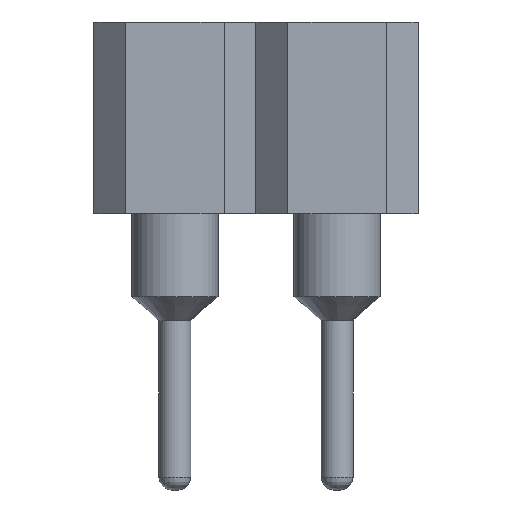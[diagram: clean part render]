
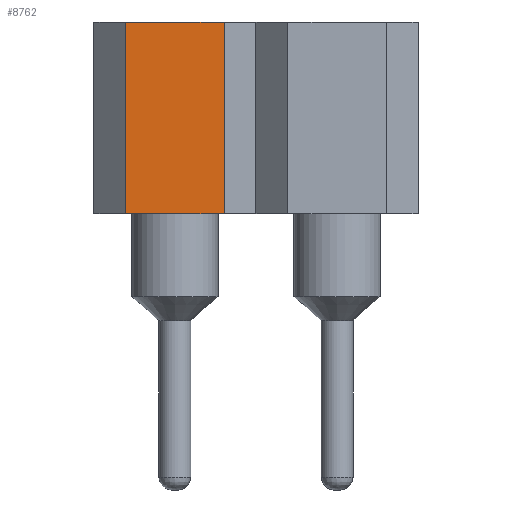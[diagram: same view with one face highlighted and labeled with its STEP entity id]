
A CAD part, left-side view. The second image highlights one B-rep face of the part: STEP entity #8762.
In plain terms, the highlighted face is planar.
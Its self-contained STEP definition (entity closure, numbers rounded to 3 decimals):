
#8175 = PLANE('',#8176);
#8176 = AXIS2_PLACEMENT_3D('',#8177,#8178,#8179);
#8177 = CARTESIAN_POINT('',(8.89,1.27,1.68));
#8178 = DIRECTION('',(0.,0.,1.));
#8179 = DIRECTION('',(1.,0.,0.));
#8231 = PLANE('',#8232);
#8232 = AXIS2_PLACEMENT_3D('',#8233,#8234,#8235);
#8233 = CARTESIAN_POINT('',(8.89,1.27,4.68));
#8234 = DIRECTION('',(0.,0.,1.));
#8235 = DIRECTION('',(1.,0.,0.));
#8257 = PLANE('',#8258);
#8258 = AXIS2_PLACEMENT_3D('',#8259,#8260,#8261);
#8259 = CARTESIAN_POINT('',(11.18,1.02,1.68));
#8260 = DIRECTION('',(0.707,0.707,0.));
#8261 = DIRECTION('',(0.,0.,1.));
#8381 = VERTEX_POINT('',#8382);
#8382 = CARTESIAN_POINT('',(11.43,-0.77,1.68));
#8396 = PLANE('',#8397);
#8397 = AXIS2_PLACEMENT_3D('',#8398,#8399,#8400);
#8398 = CARTESIAN_POINT('',(11.18,-1.02,1.68));
#8399 = DIRECTION('',(0.707,-0.707,0.));
#8400 = DIRECTION('',(0.,0.,1.));
#8408 = EDGE_CURVE('',#8409,#8381,#8411,.T.);
#8409 = VERTEX_POINT('',#8410);
#8410 = CARTESIAN_POINT('',(11.43,0.77,1.68));
#8411 = SURFACE_CURVE('',#8412,(#8416,#8423),.PCURVE_S1.);
#8412 = LINE('',#8413,#8414);
#8413 = CARTESIAN_POINT('',(11.43,1.27,1.68));
#8414 = VECTOR('',#8415,1.);
#8415 = DIRECTION('',(0.,-1.,0.));
#8416 = PCURVE('',#8175,#8417);
#8417 = DEFINITIONAL_REPRESENTATION('',(#8418),#8422);
#8418 = LINE('',#8419,#8420);
#8419 = CARTESIAN_POINT('',(2.54,0.));
#8420 = VECTOR('',#8421,1.);
#8421 = DIRECTION('',(0.,-1.));
#8422 = ( GEOMETRIC_REPRESENTATION_CONTEXT(2) 
PARAMETRIC_REPRESENTATION_CONTEXT() REPRESENTATION_CONTEXT('2D SPACE',''
  ) );
#8423 = PCURVE('',#8424,#8429);
#8424 = PLANE('',#8425);
#8425 = AXIS2_PLACEMENT_3D('',#8426,#8427,#8428);
#8426 = CARTESIAN_POINT('',(11.43,1.27,1.68));
#8427 = DIRECTION('',(1.,0.,0.));
#8428 = DIRECTION('',(0.,-1.,0.));
#8429 = DEFINITIONAL_REPRESENTATION('',(#8430),#8434);
#8430 = LINE('',#8431,#8432);
#8431 = CARTESIAN_POINT('',(0.,0.));
#8432 = VECTOR('',#8433,1.);
#8433 = DIRECTION('',(1.,0.));
#8434 = ( GEOMETRIC_REPRESENTATION_CONTEXT(2) 
PARAMETRIC_REPRESENTATION_CONTEXT() REPRESENTATION_CONTEXT('2D SPACE',''
  ) );
#8543 = VERTEX_POINT('',#8544);
#8544 = CARTESIAN_POINT('',(11.43,0.77,4.68));
#8565 = EDGE_CURVE('',#8409,#8543,#8566,.T.);
#8566 = SURFACE_CURVE('',#8567,(#8571,#8578),.PCURVE_S1.);
#8567 = LINE('',#8568,#8569);
#8568 = CARTESIAN_POINT('',(11.43,0.77,1.68));
#8569 = VECTOR('',#8570,1.);
#8570 = DIRECTION('',(0.,0.,1.));
#8571 = PCURVE('',#8257,#8572);
#8572 = DEFINITIONAL_REPRESENTATION('',(#8573),#8577);
#8573 = LINE('',#8574,#8575);
#8574 = CARTESIAN_POINT('',(0.,0.354));
#8575 = VECTOR('',#8576,1.);
#8576 = DIRECTION('',(1.,0.));
#8577 = ( GEOMETRIC_REPRESENTATION_CONTEXT(2) 
PARAMETRIC_REPRESENTATION_CONTEXT() REPRESENTATION_CONTEXT('2D SPACE',''
  ) );
#8578 = PCURVE('',#8424,#8579);
#8579 = DEFINITIONAL_REPRESENTATION('',(#8580),#8584);
#8580 = LINE('',#8581,#8582);
#8581 = CARTESIAN_POINT('',(0.5,0.));
#8582 = VECTOR('',#8583,1.);
#8583 = DIRECTION('',(0.,-1.));
#8584 = ( GEOMETRIC_REPRESENTATION_CONTEXT(2) 
PARAMETRIC_REPRESENTATION_CONTEXT() REPRESENTATION_CONTEXT('2D SPACE',''
  ) );
#8661 = VERTEX_POINT('',#8662);
#8662 = CARTESIAN_POINT('',(11.43,-0.77,4.68));
#8683 = EDGE_CURVE('',#8543,#8661,#8684,.T.);
#8684 = SURFACE_CURVE('',#8685,(#8689,#8696),.PCURVE_S1.);
#8685 = LINE('',#8686,#8687);
#8686 = CARTESIAN_POINT('',(11.43,1.27,4.68));
#8687 = VECTOR('',#8688,1.);
#8688 = DIRECTION('',(0.,-1.,0.));
#8689 = PCURVE('',#8231,#8690);
#8690 = DEFINITIONAL_REPRESENTATION('',(#8691),#8695);
#8691 = LINE('',#8692,#8693);
#8692 = CARTESIAN_POINT('',(2.54,0.));
#8693 = VECTOR('',#8694,1.);
#8694 = DIRECTION('',(0.,-1.));
#8695 = ( GEOMETRIC_REPRESENTATION_CONTEXT(2) 
PARAMETRIC_REPRESENTATION_CONTEXT() REPRESENTATION_CONTEXT('2D SPACE',''
  ) );
#8696 = PCURVE('',#8424,#8697);
#8697 = DEFINITIONAL_REPRESENTATION('',(#8698),#8702);
#8698 = LINE('',#8699,#8700);
#8699 = CARTESIAN_POINT('',(0.,-3.));
#8700 = VECTOR('',#8701,1.);
#8701 = DIRECTION('',(1.,0.));
#8702 = ( GEOMETRIC_REPRESENTATION_CONTEXT(2) 
PARAMETRIC_REPRESENTATION_CONTEXT() REPRESENTATION_CONTEXT('2D SPACE',''
  ) );
#8762 = ADVANCED_FACE('',(#8763),#8424,.T.);
#8763 = FACE_BOUND('',#8764,.T.);
#8764 = EDGE_LOOP('',(#8765,#8766,#8767,#8768));
#8765 = ORIENTED_EDGE('',*,*,#8408,.F.);
#8766 = ORIENTED_EDGE('',*,*,#8565,.T.);
#8767 = ORIENTED_EDGE('',*,*,#8683,.T.);
#8768 = ORIENTED_EDGE('',*,*,#8769,.F.);
#8769 = EDGE_CURVE('',#8381,#8661,#8770,.T.);
#8770 = SURFACE_CURVE('',#8771,(#8775,#8782),.PCURVE_S1.);
#8771 = LINE('',#8772,#8773);
#8772 = CARTESIAN_POINT('',(11.43,-0.77,1.68));
#8773 = VECTOR('',#8774,1.);
#8774 = DIRECTION('',(0.,0.,1.));
#8775 = PCURVE('',#8424,#8776);
#8776 = DEFINITIONAL_REPRESENTATION('',(#8777),#8781);
#8777 = LINE('',#8778,#8779);
#8778 = CARTESIAN_POINT('',(2.04,0.));
#8779 = VECTOR('',#8780,1.);
#8780 = DIRECTION('',(0.,-1.));
#8781 = ( GEOMETRIC_REPRESENTATION_CONTEXT(2) 
PARAMETRIC_REPRESENTATION_CONTEXT() REPRESENTATION_CONTEXT('2D SPACE',''
  ) );
#8782 = PCURVE('',#8396,#8783);
#8783 = DEFINITIONAL_REPRESENTATION('',(#8784),#8788);
#8784 = LINE('',#8785,#8786);
#8785 = CARTESIAN_POINT('',(0.,-0.354));
#8786 = VECTOR('',#8787,1.);
#8787 = DIRECTION('',(1.,0.));
#8788 = ( GEOMETRIC_REPRESENTATION_CONTEXT(2) 
PARAMETRIC_REPRESENTATION_CONTEXT() REPRESENTATION_CONTEXT('2D SPACE',''
  ) );
